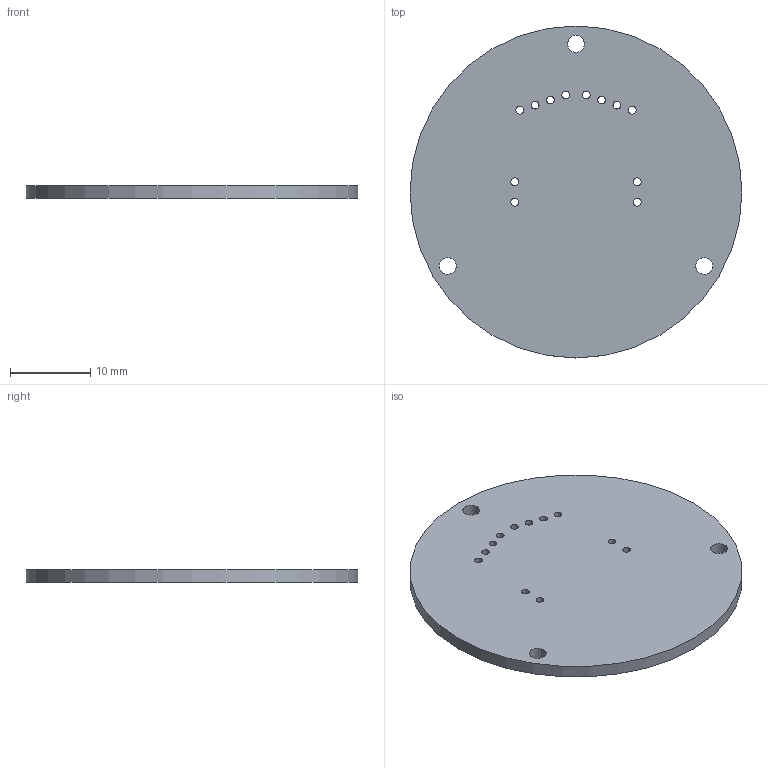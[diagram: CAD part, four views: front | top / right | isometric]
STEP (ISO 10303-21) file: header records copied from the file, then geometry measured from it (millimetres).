
FILE_DESCRIPTION(('KiCad electronic assembly'),'2;1');
FILE_NAME('Accel and Strain Gage board_3D_Model.step', '2024-06-12T07:23:24',('Pcbnew'),('Kicad'), 'Open CASCADE STEP processor 7.7','KiCad to STEP converter','Unknown' );
FILE_SCHEMA(('AUTOMOTIVE_DESIGN { 1 0 10303 214 1 1 1 1 }'));
Length unit declared in the file: millimetre
Products named in the file (2): Accel and Strain Gage board_3D_Model 1; Accel and Strain Gage board PCB
Assembly tree (1 placements, depth 2):
  Accel and Strain Gage board_3D_Model 1
    Accel and Strain Gage board PCB
Bounding box: 41.27 x 41.27 x 1.6 mm (x, y, z)
Volume: 2110.2 mm3; surface area: 2935.1 mm2
Topology: 1 solids, 1 shells, 18 faces, 48 edges, 32 vertices
Faces by surface type: cylinder 16, plane 2
Full cylindrical faces by diameter (mm): 0.965 x12, 2.1 x3, 41.275 x1
Entity records: 1317 total; most frequent: DIRECTION 216, CARTESIAN_POINT 196, ORIENTED_EDGE 96, PCURVE 96, DEFINITIONAL_REPRESENTATION 96, LINE 80, VECTOR 80, CIRCLE 64
